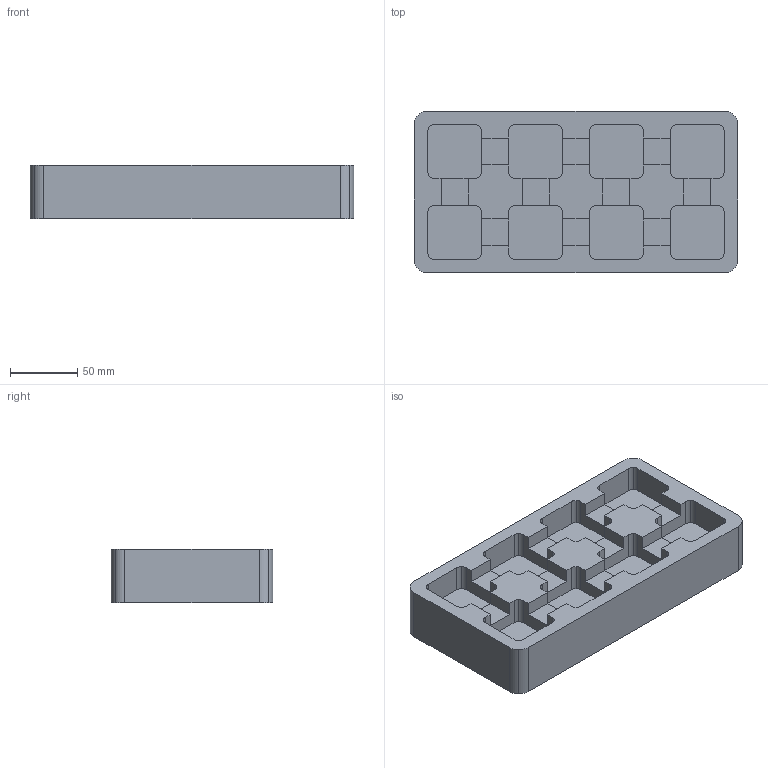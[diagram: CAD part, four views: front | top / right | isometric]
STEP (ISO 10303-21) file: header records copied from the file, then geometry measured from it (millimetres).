
FILE_DESCRIPTION(('produced by SPATIAL CORP'),'2;1');
FILE_NAME('ex44.hh.sat.stp', '2002-04-19T11:06:09+00:00',('SPATIAL CORP'),('SPATIAL CORP'), 'ACIS STEP Husk','http://www.spatial.com','SPATIAL CORP');
FILE_SCHEMA(('CONFIG_CONTROL_DESIGN'));
Length unit declared in the file: millimetre
Products named in the file (1): PRODUCT_ID_1
Bounding box: 240 x 120 x 40 mm (x, y, z)
Volume: 856000 mm3; surface area: 109768.1 mm2
Topology: 1 solids, 1 shells, 151 faces, 444 edges, 296 vertices
Faces by surface type: plane 79, cylinder 72
Entity records: 4517 total; most frequent: ORIENTED_EDGE 888, CARTESIAN_POINT 761, DIRECTION 650, EDGE_CURVE 444, VERTEX_POINT 296, VECTOR 280, LINE 280, AXIS2_PLACEMENT_3D 185
